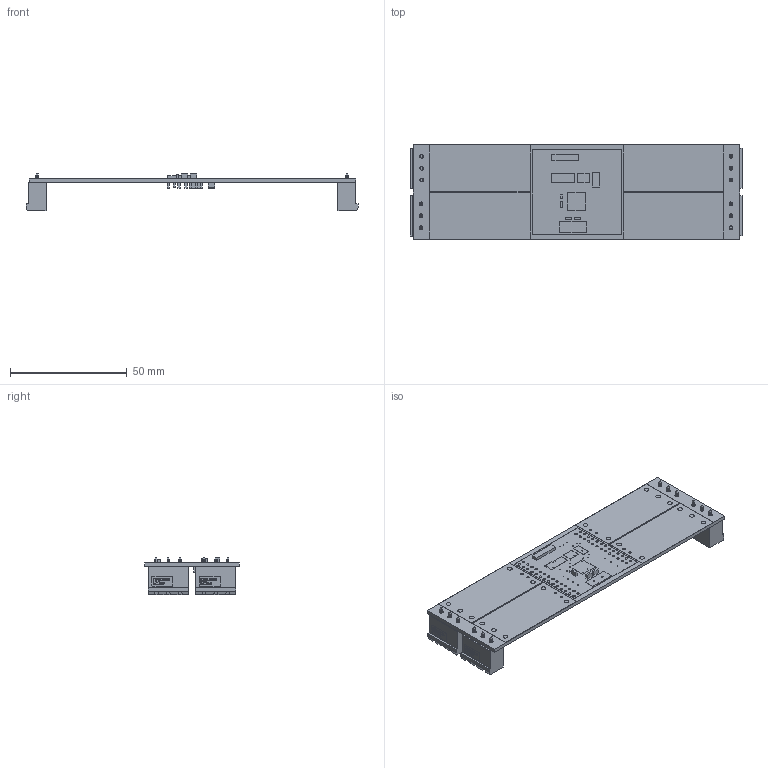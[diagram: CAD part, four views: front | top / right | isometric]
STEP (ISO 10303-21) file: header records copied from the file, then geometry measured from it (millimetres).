
FILE_DESCRIPTION(/* description */ (''),/* implementation_level */ '2;1');
FILE_NAME(/* name */ '4a2b8a59-f2b7-41a4-88de-d267d7da4458.stp',/* time_stamp */ '2020-09-04T04:14:20+00:00',/* author */ (''),/* organization */ (''),/* preprocessor_version */ 'ST-DEVELOPER v18.1',/* originating_system */ 'Autodesk Translation Framework v9.3.0.1241',/* authorisation */ '');
FILE_SCHEMA (('AUTOMOTIVE_DESIGN { 1 0 10303 214 3 1 1 }'));
Length unit declared in the file: millimetre
Products named in the file (18): 4a2b8a59-f2b7-41a4-88de-d267d7da4458; PCB Component; Board; 0.1uF; LED-0603; 1.5k;  470; SW_2512; AFRO_20A_ESC; STM32F042K6T6; TCAN337D; ECS-80-S-4X; 3PINCONNECTOR; AT_MSTBVA_2_5_G_5_08; LP_MSTBV_2_5_3_90; SN74CBTLV3257PWR; FE05-1; ESC2BACKPLANE
Assembly tree (38 placements, depth 4):
  4a2b8a59-f2b7-41a4-88de-d267d7da4458
    PCB Component
      Board
      0.1uF  x11
      LED-0603
      1.5k  x4
       470
      SW_2512
      AFRO_20A_ESC  x4
      STM32F042K6T6
      TCAN337D
      ECS-80-S-4X
      3PINCONNECTOR  x4
        LP_MSTBV_2_5_3_90
        AT_MSTBVA_2_5_G_5_08
      SN74CBTLV3257PWR
      FE05-1
      ESC2BACKPLANE
Bounding box: 142.05 x 40.64 x 15.9 mm (x, y, z)
Volume: 12812.7 mm3; surface area: 28804.2 mm2
Topology: 45 solids, 45 shells, 2093 faces, 5741 edges, 3818 vertices
Faces by surface type: plane 1730, cylinder 327, cone 24, sphere 12
Full cylindrical faces by diameter (mm): 0.35 x30, 0.38 x4, 0.63 x2, 0.813 x5, 1 x62, 1.6 x12, 2 x20
Entity records: 21459 total; most frequent: CARTESIAN_POINT 3524, DIRECTION 3413, ORIENTED_EDGE 3406, EDGE_CURVE 1703, LINE 1333, VECTOR 1333, VERTEX_POINT 1133, AXIS2_PLACEMENT_3D 1040
